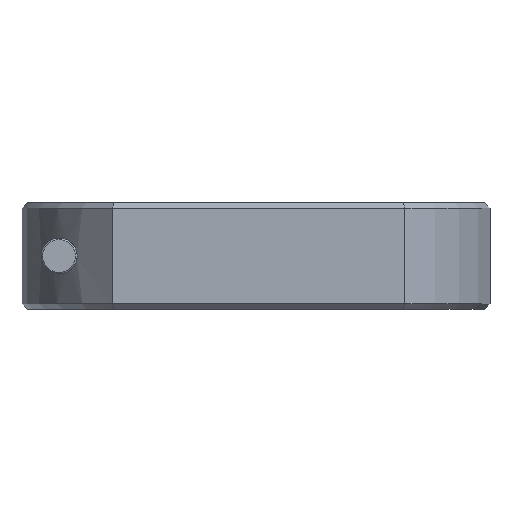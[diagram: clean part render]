
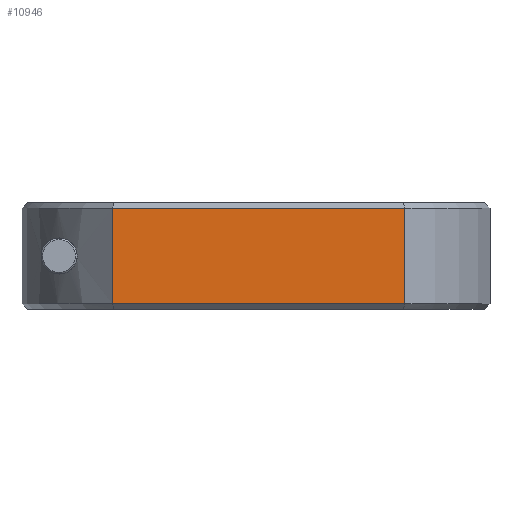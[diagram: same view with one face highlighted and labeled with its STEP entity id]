
A CAD part, left-side view. The second image highlights one B-rep face of the part: STEP entity #10946.
In plain terms, the highlighted planar face has unit normal (-1, 0, 0).
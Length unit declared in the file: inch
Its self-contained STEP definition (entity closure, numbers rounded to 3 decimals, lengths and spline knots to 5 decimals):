
#461 = ORIENTED_EDGE ( 'NONE', *, *, #6564, .T. ) ;
#817 = CARTESIAN_POINT ( 'NONE',  ( -0.7, 0., 0. ) ) ;
#1313 = EDGE_CURVE ( 'NONE', #14278, #4860, #4041, .T. ) ;
#2184 = PLANE ( 'NONE',  #11724 ) ;
#2260 = DIRECTION ( 'NONE',  ( 0., 0., -1. ) ) ;
#2400 = ORIENTED_EDGE ( 'NONE', *, *, #15194, .F. ) ;
#2461 = DIRECTION ( 'NONE',  ( 0., 0., 1. ) ) ;
#2481 = VECTOR ( 'NONE', #13774, 39.37008 ) ;
#3429 = LINE ( 'NONE', #6358, #10458 ) ;
#4041 = LINE ( 'NONE', #10382, #2481 ) ;
#4860 = VERTEX_POINT ( 'NONE', #5602 ) ;
#5114 = ORIENTED_EDGE ( 'NONE', *, *, #15780, .F. ) ;
#5312 = VERTEX_POINT ( 'NONE', #17314 ) ;
#5396 = LINE ( 'NONE', #11787, #9103 ) ;
#5602 = CARTESIAN_POINT ( 'NONE',  ( -0.7, -0.54964, 0.02 ) ) ;
#6285 = CARTESIAN_POINT ( 'NONE',  ( -0.7, 0.54964, 0.38 ) ) ;
#6358 = CARTESIAN_POINT ( 'NONE',  ( -0.7, 0.54964, 0.38 ) ) ;
#6564 = EDGE_CURVE ( 'NONE', #5312, #15556, #3429, .T. ) ;
#9103 = VECTOR ( 'NONE', #14594, 39.37008 ) ;
#10382 = CARTESIAN_POINT ( 'NONE',  ( -0.7, 0., 0.02 ) ) ;
#10456 = LINE ( 'NONE', #12261, #14169 ) ;
#10458 = VECTOR ( 'NONE', #16032, 39.37008 ) ;
#10680 = DIRECTION ( 'NONE',  ( 1., 0., 0. ) ) ;
#10946 = ADVANCED_FACE ( 'NONE', ( #13082 ), #2184, .F. ) ;
#11724 = AXIS2_PLACEMENT_3D ( 'NONE', #817, #10680, #2260 ) ;
#11787 = CARTESIAN_POINT ( 'NONE',  ( -0.7, -0.54964, 0.4 ) ) ;
#12261 = CARTESIAN_POINT ( 'NONE',  ( -0.7, 0.54964, 0.4 ) ) ;
#13082 = FACE_OUTER_BOUND ( 'NONE', #14211, .T. ) ;
#13774 = DIRECTION ( 'NONE',  ( 0., -1., 0. ) ) ;
#14169 = VECTOR ( 'NONE', #2461, 39.37008 ) ;
#14211 = EDGE_LOOP ( 'NONE', ( #2400, #15622, #5114, #461 ) ) ;
#14278 = VERTEX_POINT ( 'NONE', #16049 ) ;
#14594 = DIRECTION ( 'NONE',  ( 0., 0., -1. ) ) ;
#15194 = EDGE_CURVE ( 'NONE', #14278, #15556, #10456, .T. ) ;
#15556 = VERTEX_POINT ( 'NONE', #6285 ) ;
#15622 = ORIENTED_EDGE ( 'NONE', *, *, #1313, .T. ) ;
#15780 = EDGE_CURVE ( 'NONE', #5312, #4860, #5396, .T. ) ;
#16032 = DIRECTION ( 'NONE',  ( 0., 1., 0. ) ) ;
#16049 = CARTESIAN_POINT ( 'NONE',  ( -0.7, 0.54964, 0.02 ) ) ;
#17314 = CARTESIAN_POINT ( 'NONE',  ( -0.7, -0.54964, 0.38 ) ) ;
